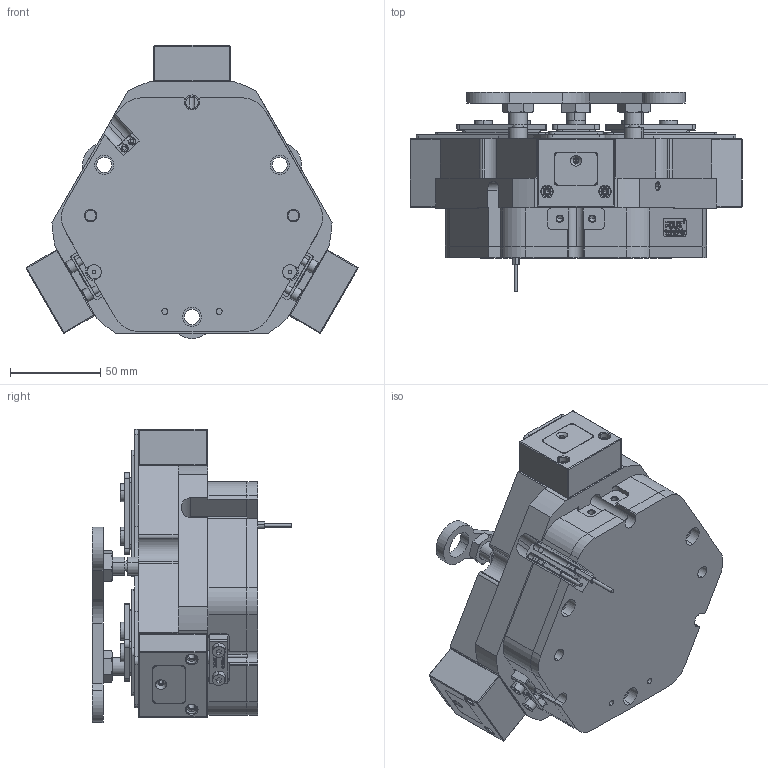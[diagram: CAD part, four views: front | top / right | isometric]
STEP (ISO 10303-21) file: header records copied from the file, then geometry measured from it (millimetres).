
FILE_DESCRIPTION (( 'STEP AP203' ), '1' );
FILE_NAME ('FZ90-155-C30-P.STEP', '2025-03-31T07:36:47', ( 'USER-' ), ( 'Microsoft' ), 'SwSTEP 2.0', 'SolidWorks 2018', '' );
FILE_SCHEMA (( 'CONFIG_CONTROL_DESIGN' ));
Length unit declared in the file: millimetre
Products named in the file (25): FZ90-155-M-07 芢蹋裔; 内六角圆柱头螺钉[GBT70_1-2008][M4×12]_M4×12; ﾏ擎ﾗ10｡ﾁ8｡ﾁ6; 20241226-M4 M4換覜ん揤輸.step; FZ90-155-M-06 笢猾啣; FZ90-155-M-05 菁裔啣; 90滅鳥; 揤輸; FZ90-155-M-13 芢蹋啣; FZ90-155-M-02 喘倛賑輸; FZ90-155-M-12 忒硌薊啣-1; FZ90-155-M-08 耜猾极-1; -C; FZ90-155-M-01 褲极; FZ90-155-C30-P; 内六角圆柱头螺钉[GBT70_1-2008][M2.5×8]_M2.5×8; 25x10-R1.5; 棠羲換覜ん; FZ90-155-M-14 芢裝; FZ90-155-M-09 滅鳥裔啣-1; 揤輸杅耀.sldasm-Part-9; FZ90-155-M-15 耜猾裔-1; 六角薄螺母_A级和B级[GBT6172_1-2000][M10]_M10; 电容传感器; FZ90-155-M-11 痄雄結啣-1
Assembly tree (60 placements, depth 3):
  FZ90-155-C30-P
    FZ90-155-M-01 褲极
    FZ90-155-M-02 喘倛賑輸  x3
    FZ90-155-M-05 菁裔啣
    FZ90-155-M-06 笢猾啣
    FZ90-155-M-07 芢蹋裔  x3
    电容传感器  x2
    20241226-M4 M4換覜ん揤輸.step  x2
    揤輸  x3
      揤輸杅耀.sldasm-Part-9
      内六角圆柱头螺钉[GBT70_1-2008][M2.5×8]_M2.5×8
    内六角圆柱头螺钉[GBT70_1-2008][M4×12]_M4×12  x4
    棠羲換覜ん  x2
    ﾏ擎ﾗ10｡ﾁ8｡ﾁ6  x12
    25x10-R1.5
    -C
      FZ90-155-M-14 芢裝  x3
      FZ90-155-M-13 芢蹋啣
    六角薄螺母_A级和B级[GBT6172_1-2000][M10]_M10  x3
    90滅鳥
      FZ90-155-M-08 耜猾极-1  x3
      FZ90-155-M-09 滅鳥裔啣-1
      FZ90-155-M-11 痄雄結啣-1  x3
      FZ90-155-M-12 忒硌薊啣-1  x3
      FZ90-155-M-15 耜猾裔-1  x3
Bounding box: 183.44 x 110.34 x 162 mm (x, y, z)
Volume: 1034277.1 mm3; surface area: 245495.6 mm2
Topology: 61 solids, 71 shells, 3059 faces, 7902 edges, 5022 vertices
Faces by surface type: plane 1331, cylinder 851, cone 412, bspline 377, torus 70, sphere 18
Entity records: 68263 total; most frequent: CARTESIAN_POINT 20713, ORIENTED_EDGE 9472, DIRECTION 8473, EDGE_CURVE 4736, VERTEX_POINT 3092, VECTOR 2989, LINE 2989, AXIS2_PLACEMENT_3D 2742
